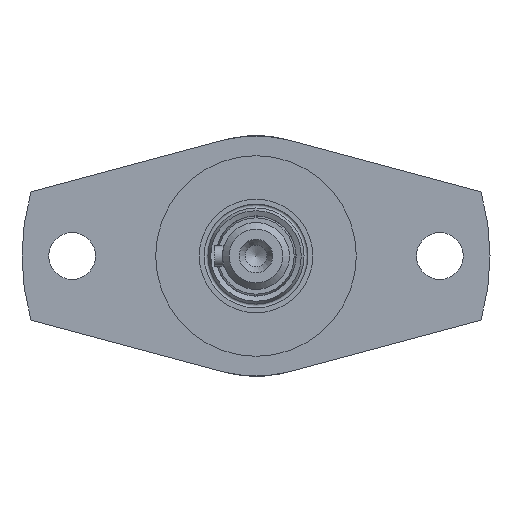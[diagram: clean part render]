
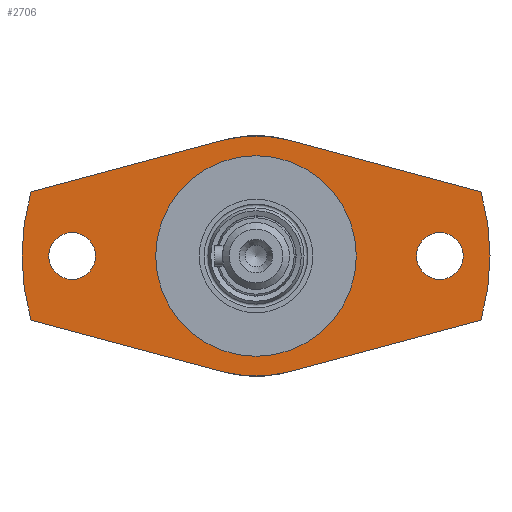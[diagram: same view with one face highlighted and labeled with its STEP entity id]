
A CAD part, left-side view. The second image highlights one B-rep face of the part: STEP entity #2706.
In plain terms, the highlighted planar face has unit normal (-1, 0, 0).
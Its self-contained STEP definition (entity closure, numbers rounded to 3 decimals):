
#289=LINE('',#4450,#534);
#290=LINE('',#4454,#535);
#291=LINE('',#4458,#536);
#292=LINE('',#4461,#537);
#534=VECTOR('',#3524,10.);
#535=VECTOR('',#3527,10.);
#536=VECTOR('',#3530,10.);
#537=VECTOR('',#3533,10.);
#735=FACE_BOUND('',#1007,.T.);
#736=FACE_BOUND('',#1008,.T.);
#737=FACE_BOUND('',#1009,.T.);
#851=FACE_OUTER_BOUND('',#1006,.T.);
#1006=EDGE_LOOP('',(#2338,#2339,#2340,#2341,#2342,#2343,#2344,#2345));
#1007=EDGE_LOOP('',(#2346,#2347));
#1008=EDGE_LOOP('',(#2348));
#1009=EDGE_LOOP('',(#2349));
#1098=CIRCLE('',#2913,35.);
#1100=CIRCLE('',#2916,15.);
#1101=CIRCLE('',#2917,15.);
#1104=CIRCLE('',#2922,18.);
#1105=CIRCLE('',#2923,35.);
#1106=CIRCLE('',#2924,18.);
#1107=CIRCLE('',#2925,3.5);
#1108=CIRCLE('',#2926,3.5);
#1336=VERTEX_POINT('',#4427);
#1337=VERTEX_POINT('',#4429);
#1339=VERTEX_POINT('',#4435);
#1340=VERTEX_POINT('',#4436);
#1344=VERTEX_POINT('',#4449);
#1345=VERTEX_POINT('',#4451);
#1346=VERTEX_POINT('',#4453);
#1347=VERTEX_POINT('',#4455);
#1348=VERTEX_POINT('',#4457);
#1349=VERTEX_POINT('',#4459);
#1350=VERTEX_POINT('',#4462);
#1351=VERTEX_POINT('',#4464);
#1679=EDGE_CURVE('',#1336,#1337,#1098,.T.);
#1682=EDGE_CURVE('',#1339,#1340,#1100,.T.);
#1683=EDGE_CURVE('',#1340,#1339,#1101,.T.);
#1689=EDGE_CURVE('',#1336,#1344,#289,.T.);
#1690=EDGE_CURVE('',#1344,#1345,#1104,.T.);
#1691=EDGE_CURVE('',#1345,#1346,#290,.T.);
#1692=EDGE_CURVE('',#1347,#1346,#1105,.T.);
#1693=EDGE_CURVE('',#1347,#1348,#291,.T.);
#1694=EDGE_CURVE('',#1348,#1349,#1106,.T.);
#1695=EDGE_CURVE('',#1349,#1337,#292,.T.);
#1696=EDGE_CURVE('',#1350,#1350,#1107,.T.);
#1697=EDGE_CURVE('',#1351,#1351,#1108,.T.);
#2338=ORIENTED_EDGE('',*,*,#1689,.T.);
#2339=ORIENTED_EDGE('',*,*,#1690,.T.);
#2340=ORIENTED_EDGE('',*,*,#1691,.T.);
#2341=ORIENTED_EDGE('',*,*,#1692,.F.);
#2342=ORIENTED_EDGE('',*,*,#1693,.T.);
#2343=ORIENTED_EDGE('',*,*,#1694,.T.);
#2344=ORIENTED_EDGE('',*,*,#1695,.T.);
#2345=ORIENTED_EDGE('',*,*,#1679,.F.);
#2346=ORIENTED_EDGE('',*,*,#1682,.T.);
#2347=ORIENTED_EDGE('',*,*,#1683,.T.);
#2348=ORIENTED_EDGE('',*,*,#1696,.T.);
#2349=ORIENTED_EDGE('',*,*,#1697,.T.);
#2584=PLANE('',#2921);
#2706=ADVANCED_FACE('',(#851,#735,#736,#737),#2584,.T.);
#2913=AXIS2_PLACEMENT_3D('',#4430,#3502,#3503);
#2916=AXIS2_PLACEMENT_3D('',#4437,#3509,#3510);
#2917=AXIS2_PLACEMENT_3D('',#4438,#3511,#3512);
#2921=AXIS2_PLACEMENT_3D('',#4448,#3522,#3523);
#2922=AXIS2_PLACEMENT_3D('',#4452,#3525,#3526);
#2923=AXIS2_PLACEMENT_3D('',#4456,#3528,#3529);
#2924=AXIS2_PLACEMENT_3D('',#4460,#3531,#3532);
#2925=AXIS2_PLACEMENT_3D('',#4463,#3534,#3535);
#2926=AXIS2_PLACEMENT_3D('',#4465,#3536,#3537);
#3502=DIRECTION('center_axis',(1.,0.,0.));
#3503=DIRECTION('ref_axis',(0.,-1.,0.));
#3509=DIRECTION('center_axis',(1.,0.,0.));
#3510=DIRECTION('ref_axis',(0.,-1.,0.));
#3511=DIRECTION('center_axis',(1.,0.,0.));
#3512=DIRECTION('ref_axis',(0.,-1.,0.));
#3522=DIRECTION('center_axis',(-1.,0.,0.));
#3523=DIRECTION('ref_axis',(0.,0.,
-1.));
#3524=DIRECTION('',(0.,0.966,0.259));
#3525=DIRECTION('center_axis',(-1.,0.,0.));
#3526=DIRECTION('ref_axis',(0.,-0.259,0.966));
#3527=DIRECTION('',(0.,0.966,-0.259));
#3528=DIRECTION('center_axis',(1.,0.,0.));
#3529=DIRECTION('ref_axis',(0.,-1.,0.));
#3530=DIRECTION('',(0.,-0.966,-0.259));
#3531=DIRECTION('center_axis',(-1.,0.,0.));
#3532=DIRECTION('ref_axis',(0.,-0.259,0.966));
#3533=DIRECTION('',(0.,-0.966,0.259));
#3534=DIRECTION('center_axis',(1.,0.,0.));
#3535=DIRECTION('ref_axis',(0.,0.,
1.));
#3536=DIRECTION('center_axis',(1.,0.,0.));
#3537=DIRECTION('ref_axis',(0.,0.,
1.));
#4427=CARTESIAN_POINT('',(-80.,-33.653,9.618));
#4429=CARTESIAN_POINT('',(-80.,-33.653,-9.618));
#4430=CARTESIAN_POINT('Origin',(-80.,0.,
0.));
#4435=CARTESIAN_POINT('',(-80.,-15.,0.));
#4436=CARTESIAN_POINT('',(-80.,15.,0.));
#4437=CARTESIAN_POINT('Origin',(-80.,0.,
0.));
#4438=CARTESIAN_POINT('Origin',(-80.,0.,
0.));
#4448=CARTESIAN_POINT('Origin',(-80.,-25.,0.));
#4449=CARTESIAN_POINT('',(-80.,-4.659,17.387));
#4450=CARTESIAN_POINT('',(-80.,-16.321,14.262));
#4451=CARTESIAN_POINT('',(-80.,4.659,17.387));
#4452=CARTESIAN_POINT('Origin',(-80.,0.,
0.));
#4453=CARTESIAN_POINT('',(-80.,33.653,9.618));
#4454=CARTESIAN_POINT('',(-80.,7.493,16.627));
#4455=CARTESIAN_POINT('',(-80.,33.653,-9.618));
#4456=CARTESIAN_POINT('Origin',(-80.,0.,
0.));
#4457=CARTESIAN_POINT('',(-80.,4.659,-17.387));
#4458=CARTESIAN_POINT('',(-80.,-7.004,-20.512));
#4459=CARTESIAN_POINT('',(-80.,-4.659,-17.387));
#4460=CARTESIAN_POINT('Origin',(-80.,0.,
0.));
#4461=CARTESIAN_POINT('',(-80.,-30.818,-10.377));
#4462=CARTESIAN_POINT('',(-80.,27.5,-3.5));
#4463=CARTESIAN_POINT('Origin',(-80.,27.5,0.));
#4464=CARTESIAN_POINT('',(-80.,-27.5,-3.5));
#4465=CARTESIAN_POINT('Origin',(-80.,-27.5,0.));
